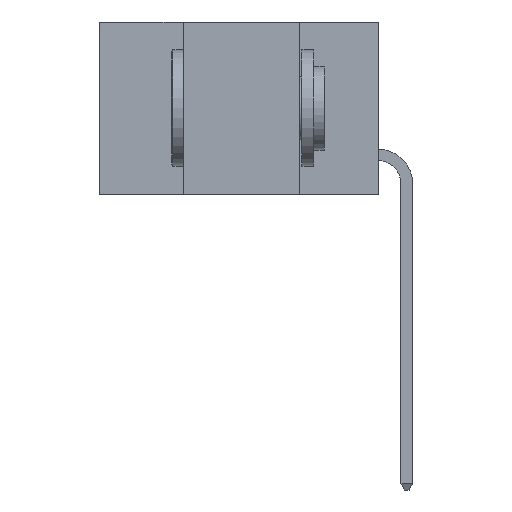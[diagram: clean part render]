
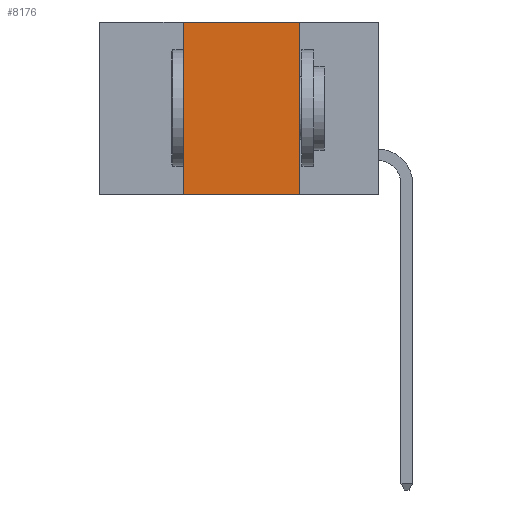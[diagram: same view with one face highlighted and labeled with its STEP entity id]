
A CAD part, left-side view. The second image highlights one B-rep face of the part: STEP entity #8176.
In plain terms, the highlighted planar face has unit normal (-1, 0, 0).
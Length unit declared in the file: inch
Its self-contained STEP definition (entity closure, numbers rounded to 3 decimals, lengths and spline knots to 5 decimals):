
#909 = VECTOR ( 'NONE', #2762, 39.37008 ) ;
#2009 = DIRECTION ( 'NONE',  ( 0., -1., 0. ) ) ;
#2391 = VECTOR ( 'NONE', #4884, 39.37008 ) ;
#2402 = CARTESIAN_POINT ( 'NONE',  ( 0., 0.42, 0. ) ) ;
#2762 = DIRECTION ( 'NONE',  ( 0., -1., 0. ) ) ;
#2798 = LINE ( 'NONE', #7335, #2391 ) ;
#3490 = LINE ( 'NONE', #13092, #12603 ) ;
#4325 = CARTESIAN_POINT ( 'NONE',  ( 0., 0.42, -0.37 ) ) ;
#4846 = CARTESIAN_POINT ( 'NONE',  ( 0., 0.17, -0.37 ) ) ;
#4884 = DIRECTION ( 'NONE',  ( 0., 0., -1. ) ) ;
#4951 = VECTOR ( 'NONE', #5596, 39.37008 ) ;
#4972 = ORIENTED_EDGE ( 'NONE', *, *, #15666, .F. ) ;
#5596 = DIRECTION ( 'NONE',  ( 0., 0., 1. ) ) ;
#6918 = VERTEX_POINT ( 'NONE', #4846 ) ;
#7061 = ORIENTED_EDGE ( 'NONE', *, *, #14861, .F. ) ;
#7335 = CARTESIAN_POINT ( 'NONE',  ( 0., 0.17, -0.37 ) ) ;
#8176 = ADVANCED_FACE ( 'NONE', ( #15886 ), #8402, .F. ) ;
#8353 = DIRECTION ( 'NONE',  ( 0., 0., -1. ) ) ;
#8369 = DIRECTION ( 'NONE',  ( 1., 0., 0. ) ) ;
#8384 = CARTESIAN_POINT ( 'NONE',  ( 0., 0.6, 0. ) ) ;
#8402 = PLANE ( 'NONE',  #8963 ) ;
#8963 = AXIS2_PLACEMENT_3D ( 'NONE', #8384, #8369, #8353 ) ;
#9380 = VERTEX_POINT ( 'NONE', #11591 ) ;
#9624 = ORIENTED_EDGE ( 'NONE', *, *, #10812, .T. ) ;
#10812 = EDGE_CURVE ( 'NONE', #11505, #6918, #3490, .T. ) ;
#11505 = VERTEX_POINT ( 'NONE', #14653 ) ;
#11573 = LINE ( 'NONE', #4325, #4951 ) ;
#11591 = CARTESIAN_POINT ( 'NONE',  ( 0., 0.17, 0. ) ) ;
#12434 = EDGE_CURVE ( 'NONE', #15949, #9380, #14429, .T. ) ;
#12603 = VECTOR ( 'NONE', #2009, 39.37008 ) ;
#13092 = CARTESIAN_POINT ( 'NONE',  ( 0., 0.6, -0.37 ) ) ;
#13880 = CARTESIAN_POINT ( 'NONE',  ( 0., 0.6, 0. ) ) ;
#14190 = EDGE_LOOP ( 'NONE', ( #4972, #15223, #7061, #9624 ) ) ;
#14429 = LINE ( 'NONE', #13880, #909 ) ;
#14653 = CARTESIAN_POINT ( 'NONE',  ( 0., 0.42, -0.37 ) ) ;
#14861 = EDGE_CURVE ( 'NONE', #11505, #15949, #11573, .T. ) ;
#15223 = ORIENTED_EDGE ( 'NONE', *, *, #12434, .F. ) ;
#15666 = EDGE_CURVE ( 'NONE', #9380, #6918, #2798, .T. ) ;
#15886 = FACE_OUTER_BOUND ( 'NONE', #14190, .T. ) ;
#15949 = VERTEX_POINT ( 'NONE', #2402 ) ;
